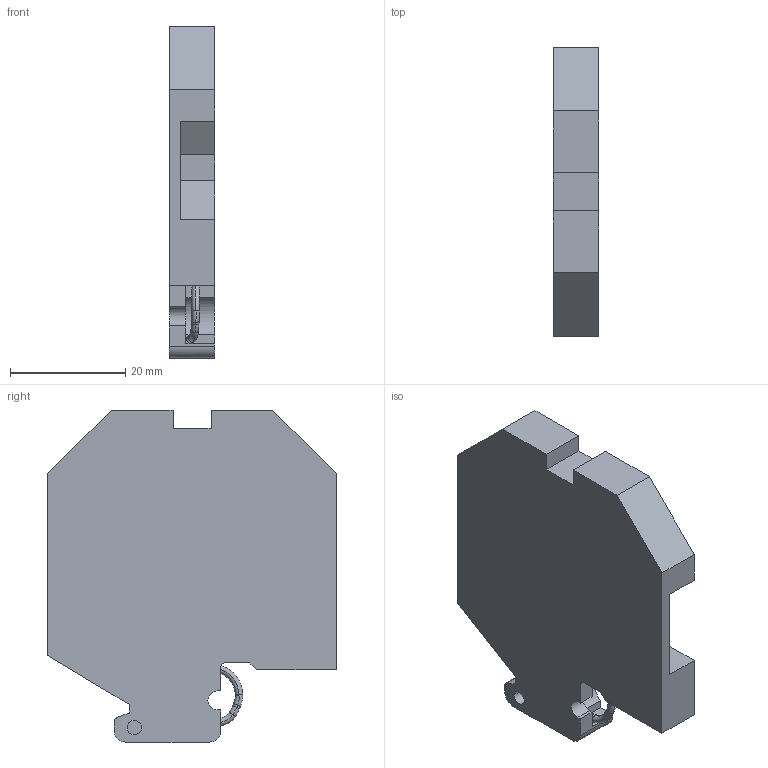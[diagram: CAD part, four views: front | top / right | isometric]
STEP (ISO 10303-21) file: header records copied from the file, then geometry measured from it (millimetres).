
FILE_DESCRIPTION(('CATIA V5 STEP Exchange','CAx-IF Rec.Pracs.--- Model Styling and Organization---1.4--- 2014-01-23'),'2;1');
FILE_NAME ('002156-2_1', '2021-09-21T05:34:42+00:00', ('none'), ('Weidmueller'), 'CATIA Version 5-6 Release 2016 SP3 HF44', 'CATIA V5 STEP AP214', 'none');
FILE_SCHEMA(('AUTOMOTIVE_DESIGN { 1 0 10303 214 1 1 1 1 }'));
Length unit declared in the file: millimetre
Products named in the file (1): 0497560000
Bounding box: 7.9 x 50 x 57.5 mm (x, y, z)
Volume: 16439.8 mm3; surface area: 6671.7 mm2
Topology: 2 solids, 2 shells, 92 faces, 238 edges, 153 vertices
Faces by surface type: plane 47, cylinder 29, torus 16
Entity records: 2718 total; most frequent: CARTESIAN_POINT 525, ORIENTED_EDGE 476, DIRECTION 380, EDGE_CURVE 238, VERTEX_POINT 153, AXIS2_PLACEMENT_3D 152, VECTOR 150, LINE 150
